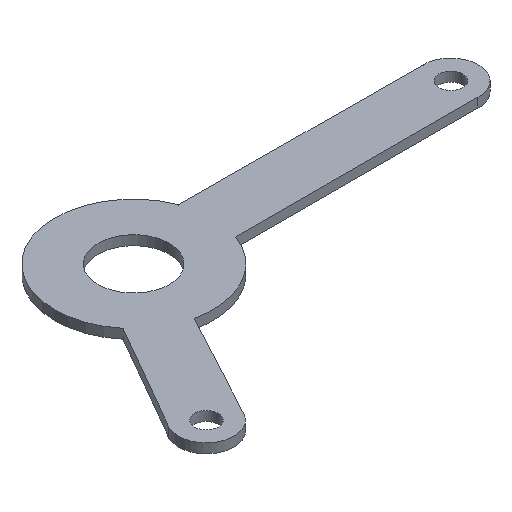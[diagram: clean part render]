
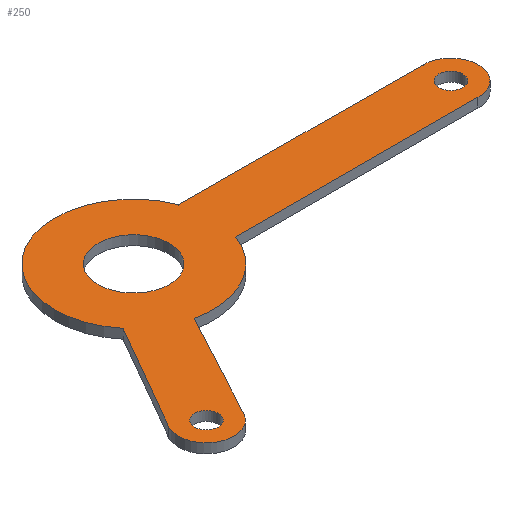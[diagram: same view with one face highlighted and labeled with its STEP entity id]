
A CAD part, isometric view. The second image highlights one B-rep face of the part: STEP entity #250.
In plain terms, the highlighted planar face has unit normal (0, 0, 1).
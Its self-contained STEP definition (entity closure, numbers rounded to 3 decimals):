
#15=FACE_BOUND('',#52,.T.);
#16=FACE_BOUND('',#53,.T.);
#17=FACE_BOUND('',#54,.T.);
#25=PLANE('',#291);
#38=FACE_OUTER_BOUND('',#51,.T.);
#51=EDGE_LOOP('',(#210,#211,#212,#213,#214,#215,#216,#217));
#52=EDGE_LOOP('',(#218));
#53=EDGE_LOOP('',(#219));
#54=EDGE_LOOP('',(#220));
#65=LINE('',#400,#84);
#69=LINE('',#412,#88);
#73=LINE('',#424,#92);
#77=LINE('',#434,#96);
#84=VECTOR('',#327,10.);
#88=VECTOR('',#339,10.);
#92=VECTOR('',#351,10.);
#96=VECTOR('',#363,10.);
#97=CIRCLE('',#267,7.5);
#99=CIRCLE('',#270,7.5);
#101=CIRCLE('',#273,22.5);
#104=CIRCLE('',#277,17.5);
#106=CIRCLE('',#281,50.);
#108=CIRCLE('',#285,17.5);
#110=CIRCLE('',#289,50.);
#111=VERTEX_POINT('',#370);
#113=VERTEX_POINT('',#376);
#115=VERTEX_POINT('',#382);
#119=VERTEX_POINT('',#391);
#120=VERTEX_POINT('',#393);
#122=VERTEX_POINT('',#399);
#124=VERTEX_POINT('',#405);
#126=VERTEX_POINT('',#411);
#128=VERTEX_POINT('',#417);
#130=VERTEX_POINT('',#423);
#132=VERTEX_POINT('',#429);
#133=EDGE_CURVE('',#111,#111,#97,.T.);
#136=EDGE_CURVE('',#113,#113,#99,.T.);
#139=EDGE_CURVE('',#115,#115,#101,.T.);
#144=EDGE_CURVE('',#120,#119,#104,.T.);
#147=EDGE_CURVE('',#122,#120,#65,.T.);
#150=EDGE_CURVE('',#124,#122,#106,.T.);
#153=EDGE_CURVE('',#126,#124,#69,.T.);
#156=EDGE_CURVE('',#128,#126,#108,.T.);
#159=EDGE_CURVE('',#130,#128,#73,.T.);
#162=EDGE_CURVE('',#132,#130,#110,.T.);
#165=EDGE_CURVE('',#119,#132,#77,.T.);
#210=ORIENTED_EDGE('',*,*,#165,.T.);
#211=ORIENTED_EDGE('',*,*,#162,.T.);
#212=ORIENTED_EDGE('',*,*,#159,.T.);
#213=ORIENTED_EDGE('',*,*,#156,.T.);
#214=ORIENTED_EDGE('',*,*,#153,.T.);
#215=ORIENTED_EDGE('',*,*,#150,.T.);
#216=ORIENTED_EDGE('',*,*,#147,.T.);
#217=ORIENTED_EDGE('',*,*,#144,.T.);
#218=ORIENTED_EDGE('',*,*,#139,.T.);
#219=ORIENTED_EDGE('',*,*,#136,.T.);
#220=ORIENTED_EDGE('',*,*,#133,.T.);
#250=ADVANCED_FACE('',(#38,#15,#16,#17),#25,.T.);
#267=AXIS2_PLACEMENT_3D('',#371,#297,#298);
#270=AXIS2_PLACEMENT_3D('',#377,#304,#305);
#273=AXIS2_PLACEMENT_3D('',#383,#311,#312);
#277=AXIS2_PLACEMENT_3D('',#394,#321,#322);
#281=AXIS2_PLACEMENT_3D('',#406,#333,#334);
#285=AXIS2_PLACEMENT_3D('',#418,#345,#346);
#289=AXIS2_PLACEMENT_3D('',#430,#357,#358);
#291=AXIS2_PLACEMENT_3D('',#435,#364,#365);
#297=DIRECTION('center_axis',(0.,0.,-1.));
#298=DIRECTION('ref_axis',(1.,0.,0.));
#304=DIRECTION('center_axis',(0.,0.,-1.));
#305=DIRECTION('ref_axis',(1.,0.,0.));
#311=DIRECTION('center_axis',(0.,0.,-1.));
#312=DIRECTION('ref_axis',(1.,0.,0.));
#321=DIRECTION('center_axis',(0.,0.,1.));
#322=DIRECTION('ref_axis',(-0.842,0.54,0.));
#327=DIRECTION('',(-0.5,-0.866,0.));
#333=DIRECTION('center_axis',(0.,0.,1.));
#334=DIRECTION('ref_axis',(0.932,0.363,0.));
#339=DIRECTION('',(-1.,0.004,0.));
#345=DIRECTION('center_axis',(0.,0.,1.));
#346=DIRECTION('ref_axis',(-0.021,-1.,0.));
#351=DIRECTION('',(1.,0.,0.));
#357=DIRECTION('center_axis',(0.,0.,1.));
#358=DIRECTION('ref_axis',(-0.215,-0.977,0.));
#363=DIRECTION('',(0.473,0.881,0.));
#364=DIRECTION('center_axis',(0.,0.,1.));
#365=DIRECTION('ref_axis',(1.,0.,0.));
#370=CARTESIAN_POINT('',(-70.,-108.253,6.));
#371=CARTESIAN_POINT('Origin',(-62.5,-108.253,6.));
#376=CARTESIAN_POINT('',(192.5,0.,6.));
#377=CARTESIAN_POINT('Origin',(200.,0.,6.));
#382=CARTESIAN_POINT('',(-22.5,0.,6.));
#383=CARTESIAN_POINT('Origin',(0.,0.,6.));
#391=CARTESIAN_POINT('',(-47.291,-116.909,6.));
#393=CARTESIAN_POINT('',(-78.051,-100.226,6.));
#394=CARTESIAN_POINT('Origin',(-62.5,-108.253,6.));
#399=CARTESIAN_POINT('',(-38.561,-31.828,6.));
#400=CARTESIAN_POINT('',(-78.051,-100.226,6.));
#405=CARTESIAN_POINT('',(46.595,18.137,6.));
#406=CARTESIAN_POINT('Origin',(0.,0.,6.));
#411=CARTESIAN_POINT('',(200.073,17.5,6.));
#412=CARTESIAN_POINT('',(200.073,17.5,6.));
#417=CARTESIAN_POINT('',(199.631,-17.496,6.));
#418=CARTESIAN_POINT('Origin',(200.,0.,6.));
#423=CARTESIAN_POINT('',(46.839,-17.496,6.));
#424=CARTESIAN_POINT('',(199.631,-17.496,6.));
#429=CARTESIAN_POINT('',(-10.752,-48.83,6.));
#430=CARTESIAN_POINT('Origin',(0.,0.,6.));
#434=CARTESIAN_POINT('',(-47.291,-116.909,6.));
#435=CARTESIAN_POINT('Origin',(68.75,-37.877,6.));
